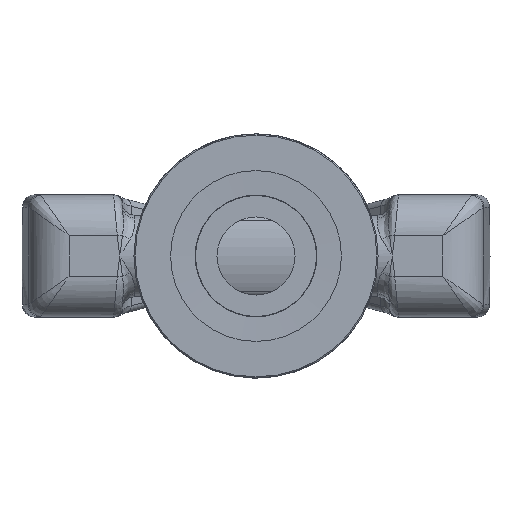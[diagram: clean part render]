
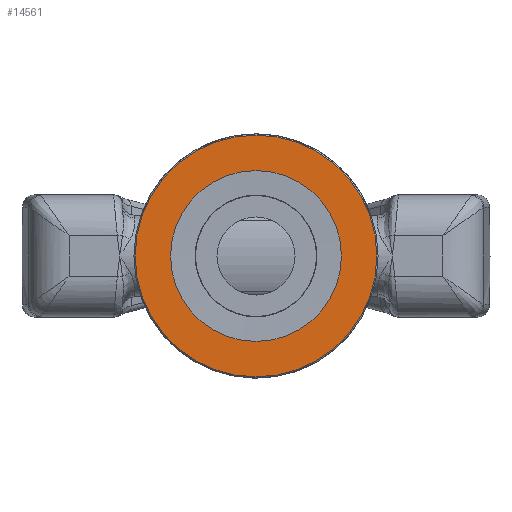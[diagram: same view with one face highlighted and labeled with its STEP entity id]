
A CAD part, front view. The second image highlights one B-rep face of the part: STEP entity #14561.
In plain terms, the highlighted face is planar.
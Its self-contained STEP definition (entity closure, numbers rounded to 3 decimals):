
#122=FACE_BOUND('',#4294,.T.);
#2730=PLANE('',#15616);
#3388=FACE_OUTER_BOUND('',#4293,.T.);
#4293=EDGE_LOOP('',(#12108));
#4294=EDGE_LOOP('',(#12109));
#4925=CIRCLE('',#15613,29.7);
#4927=CIRCLE('',#15617,21.);
#6689=VERTEX_POINT('',#41935);
#6691=VERTEX_POINT('',#41941);
#8609=EDGE_CURVE('',#6689,#6689,#4925,.T.);
#8611=EDGE_CURVE('',#6691,#6691,#4927,.T.);
#12108=ORIENTED_EDGE('',*,*,#8609,.F.);
#12109=ORIENTED_EDGE('',*,*,#8611,.F.);
#14561=ADVANCED_FACE('',(#3388,#122),#2730,.F.);
#15613=AXIS2_PLACEMENT_3D('',#41936,#17660,#17661);
#15616=AXIS2_PLACEMENT_3D('',#41940,#17666,#17667);
#15617=AXIS2_PLACEMENT_3D('',#41942,#17668,#17669);
#17660=DIRECTION('center_axis',(0.,0.,1.));
#17661=DIRECTION('ref_axis',(-1.,0.,0.));
#17666=DIRECTION('center_axis',(0.,0.,1.));
#17667=DIRECTION('ref_axis',(1.,0.,0.));
#17668=DIRECTION('center_axis',(0.,0.,-1.));
#17669=DIRECTION('ref_axis',(-1.,0.,0.));
#41935=CARTESIAN_POINT('',(29.7,0.,0.));
#41936=CARTESIAN_POINT('Origin',(0.,0.,0.));
#41940=CARTESIAN_POINT('Origin',(0.,0.,0.));
#41941=CARTESIAN_POINT('',(21.,0.,0.));
#41942=CARTESIAN_POINT('Origin',(0.,0.,0.));
